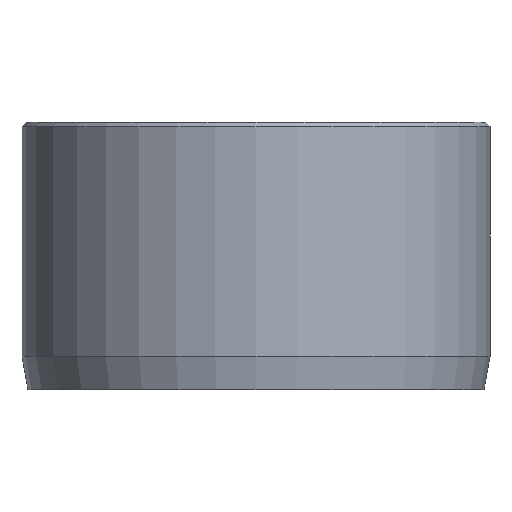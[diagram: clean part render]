
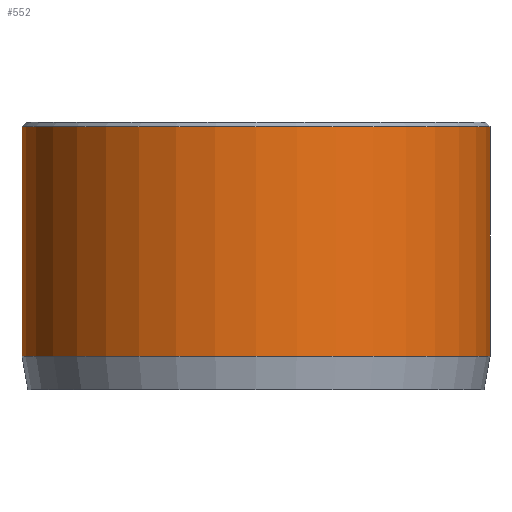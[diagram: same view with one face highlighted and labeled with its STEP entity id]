
A CAD part, front view. The second image highlights one B-rep face of the part: STEP entity #552.
In plain terms, the highlighted cylindrical face has radius 10.5 mm (diameter 21 mm), a partial arc.
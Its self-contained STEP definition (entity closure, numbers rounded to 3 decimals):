
#62 = DIRECTION ( 'NONE',  ( -1., 0., 0. ) ) ;
#76 = CARTESIAN_POINT ( 'NONE',  ( 0., 0., 12. ) ) ;
#77 = EDGE_CURVE ( 'NONE', #348, #1083, #513, .T. ) ;
#286 = DIRECTION ( 'NONE',  ( 0., 0., 1. ) ) ;
#337 = DIRECTION ( 'NONE',  ( 1., 0., 0. ) ) ;
#343 = DIRECTION ( 'NONE',  ( 0., 0., -1. ) ) ;
#345 = CARTESIAN_POINT ( 'NONE',  ( 0., 0., 11.8 ) ) ;
#348 = VERTEX_POINT ( 'NONE', #555 ) ;
#356 = AXIS2_PLACEMENT_3D ( 'NONE', #76, #994, #62 ) ;
#384 = VERTEX_POINT ( 'NONE', #447 ) ;
#408 = CARTESIAN_POINT ( 'NONE',  ( -10.5, 0., 1.5 ) ) ;
#425 = EDGE_CURVE ( 'NONE', #384, #348, #548, .T. ) ;
#447 = CARTESIAN_POINT ( 'NONE',  ( 10.5, 0., 11.8 ) ) ;
#513 = LINE ( 'NONE', #1226, #737 ) ;
#548 = CIRCLE ( 'NONE', #729, 10.5 ) ;
#552 = ADVANCED_FACE ( 'NONE', ( #713 ), #1192, .T. ) ;
#555 = CARTESIAN_POINT ( 'NONE',  ( -10.5, 0., 11.8 ) ) ;
#616 = ORIENTED_EDGE ( 'NONE', *, *, #1099, .F. ) ;
#627 = EDGE_LOOP ( 'NONE', ( #616, #958, #649, #989 ) ) ;
#649 = ORIENTED_EDGE ( 'NONE', *, *, #77, .T. ) ;
#679 = VECTOR ( 'NONE', #983, 1000. ) ;
#686 = CARTESIAN_POINT ( 'NONE',  ( 10.5, 0., 1.5 ) ) ;
#713 = FACE_OUTER_BOUND ( 'NONE', #627, .T. ) ;
#729 = AXIS2_PLACEMENT_3D ( 'NONE', #345, #343, #337 ) ;
#737 = VECTOR ( 'NONE', #1236, 1000. ) ;
#785 = AXIS2_PLACEMENT_3D ( 'NONE', #859, #286, #960 ) ;
#792 = CARTESIAN_POINT ( 'NONE',  ( 10.5, 0., 12. ) ) ;
#859 = CARTESIAN_POINT ( 'NONE',  ( 0., 0., 1.5 ) ) ;
#910 = CIRCLE ( 'NONE', #785, 10.5 ) ;
#943 = EDGE_CURVE ( 'NONE', #1083, #1023, #910, .T. ) ;
#958 = ORIENTED_EDGE ( 'NONE', *, *, #425, .T. ) ;
#960 = DIRECTION ( 'NONE',  ( 1., 0., 0. ) ) ;
#983 = DIRECTION ( 'NONE',  ( 0., 0., -1. ) ) ;
#989 = ORIENTED_EDGE ( 'NONE', *, *, #943, .T. ) ;
#994 = DIRECTION ( 'NONE',  ( 0., 0., -1. ) ) ;
#1023 = VERTEX_POINT ( 'NONE', #686 ) ;
#1083 = VERTEX_POINT ( 'NONE', #408 ) ;
#1099 = EDGE_CURVE ( 'NONE', #384, #1023, #1188, .T. ) ;
#1188 = LINE ( 'NONE', #792, #679 ) ;
#1192 = CYLINDRICAL_SURFACE ( 'NONE', #356, 10.5 ) ;
#1226 = CARTESIAN_POINT ( 'NONE',  ( -10.5, 0., 12. ) ) ;
#1236 = DIRECTION ( 'NONE',  ( 0., 0., -1. ) ) ;
